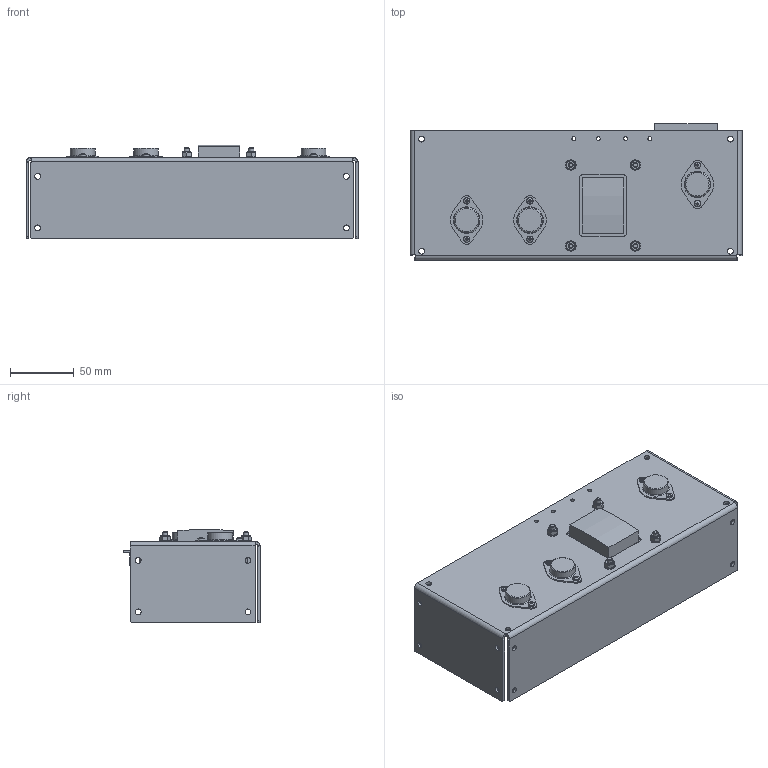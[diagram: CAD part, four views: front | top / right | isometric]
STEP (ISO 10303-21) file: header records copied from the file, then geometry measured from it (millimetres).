
FILE_DESCRIPTION (( 'STEP AP214' ), '1' );
FILE_NAME ('IHBAA-40W.STEP', '2023-04-13T12:51:09', ( '' ), ( '' ), 'SwSTEP 2.0', 'SolidWorks 2021', '' );
FILE_SCHEMA (( 'AUTOMOTIVE_DESIGN' ));
Length unit declared in the file: inch
Products named in the file (1): IHBAA-40W
Bounding box: 260.35 x 106.72 x 73.05 mm (x, y, z)
Volume: 425669.4 mm3; surface area: 185838.7 mm2
Topology: 25 solids, 25 shells, 1133 faces, 2853 edges, 1861 vertices
Faces by surface type: plane 706, cylinder 294, bspline 55, cone 40, torus 28, sphere 10
Full cylindrical faces by diameter (mm): 2 x11, 2.5 x6, 2.923 x6, 3.05 x8, 3.1 x4, 3.3 x4, 3.5 x6, 4 x27, 4.3 x4, 4.55 x16, 5 x6, 5.715 x2, 5.716 x1, 6.35 x6, 8 x4, 10 x4, 19.5 x3, 22.3 x3
Entity records: 36539 total; most frequent: CARTESIAN_POINT 9534, DIRECTION 5379, ORIENTED_EDGE 5270, EDGE_CURVE 2635, AXIS2_PLACEMENT_3D 1851, VERTEX_POINT 1806, LINE 1677, VECTOR 1677
